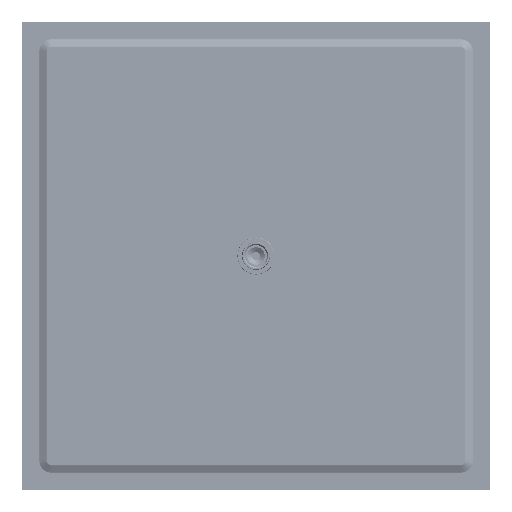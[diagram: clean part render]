
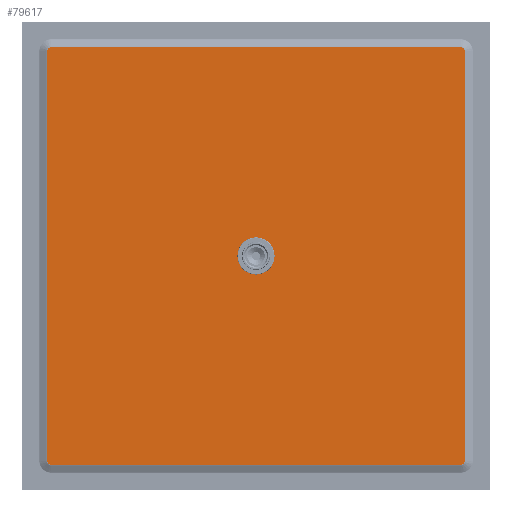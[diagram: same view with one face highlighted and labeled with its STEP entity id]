
A CAD part, top view. The second image highlights one B-rep face of the part: STEP entity #79617.
In plain terms, the highlighted planar face has unit normal (0, 0, 1).
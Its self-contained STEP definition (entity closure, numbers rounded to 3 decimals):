
#244=DIRECTION('',(-1.,0.,0.));
#245=VECTOR('',#244,350.);
#246=CARTESIAN_POINT('',(175.,-178.345,5.));
#247=LINE('',#246,#245);
#271=DIRECTION('',(0.,1.,0.));
#272=VECTOR('',#271,350.);
#273=CARTESIAN_POINT('',(-178.345,-175.,5.));
#274=LINE('',#273,#272);
#294=DIRECTION('',(1.,0.,0.));
#295=VECTOR('',#294,350.);
#296=CARTESIAN_POINT('',(-175.,178.345,5.));
#297=LINE('',#296,#295);
#313=DIRECTION('',(0.,-1.,0.));
#314=VECTOR('',#313,350.);
#315=CARTESIAN_POINT('',(178.345,175.,5.));
#316=LINE('',#315,#314);
#336=CARTESIAN_POINT('',(175.,-175.,5.));
#337=DIRECTION('',(0.,0.,1.));
#338=DIRECTION('',(0.,-1.,0.));
#339=AXIS2_PLACEMENT_3D('',#336,#337,#338);
#341=CARTESIAN_POINT('',(-175.,-175.,5.));
#342=DIRECTION('',(0.,0.,1.));
#343=DIRECTION('',(-1.,0.,0.));
#344=AXIS2_PLACEMENT_3D('',#341,#342,#343);
#346=CARTESIAN_POINT('',(-175.,175.,5.));
#347=DIRECTION('',(0.,0.,1.));
#348=DIRECTION('',(0.,1.,0.));
#349=AXIS2_PLACEMENT_3D('',#346,#347,#348);
#351=CARTESIAN_POINT('',(175.,175.,5.));
#352=DIRECTION('',(0.,0.,1.));
#353=DIRECTION('',(1.,0.,0.));
#354=AXIS2_PLACEMENT_3D('',#351,#352,#353);
#366=CARTESIAN_POINT('',(0.,0.,5.));
#367=DIRECTION('',(0.,0.,-1.));
#368=DIRECTION('',(0.799,-0.602,0.));
#369=AXIS2_PLACEMENT_3D('',#366,#367,#368);
#380=CARTESIAN_POINT('',(0.,0.,5.));
#381=DIRECTION('',(0.,0.,-1.));
#382=DIRECTION('',(-0.799,0.602,0.));
#383=AXIS2_PLACEMENT_3D('',#380,#381,#382);
#67734=CARTESIAN_POINT('',(175.,-178.345,5.));
#67735=VERTEX_POINT('',#67734);
#67736=CARTESIAN_POINT('',(178.345,-175.,5.));
#67737=VERTEX_POINT('',#67736);
#67738=CARTESIAN_POINT('',(-175.,-178.345,5.));
#67739=VERTEX_POINT('',#67738);
#67740=CARTESIAN_POINT('',(-178.345,-175.,5.));
#67741=VERTEX_POINT('',#67740);
#67742=CARTESIAN_POINT('',(-178.345,175.,5.));
#67743=VERTEX_POINT('',#67742);
#67744=CARTESIAN_POINT('',(-175.,178.345,5.));
#67745=VERTEX_POINT('',#67744);
#67746=CARTESIAN_POINT('',(175.,178.345,5.));
#67747=VERTEX_POINT('',#67746);
#67748=CARTESIAN_POINT('',(178.345,175.,5.));
#67749=VERTEX_POINT('',#67748);
#67754=CARTESIAN_POINT('',(11.183,-8.422,5.));
#67755=CARTESIAN_POINT('',(-11.183,8.422,5.));
#67756=VERTEX_POINT('',#67754);
#67757=VERTEX_POINT('',#67755);
#79596=CARTESIAN_POINT('',(175.,175.,5.));
#79597=DIRECTION('',(0.,0.,-1.));
#79598=DIRECTION('',(-1.,0.,0.));
#79599=AXIS2_PLACEMENT_3D('',#79596,#79597,#79598);
#79600=PLANE('',#79599);
#79601=ORIENTED_EDGE('',*,*,#79552,.T.);
#79602=ORIENTED_EDGE('',*,*,#79577,.F.);
#79603=ORIENTED_EDGE('',*,*,#79400,.T.);
#79604=ORIENTED_EDGE('',*,*,#79429,.F.);
#79605=ORIENTED_EDGE('',*,*,#79455,.T.);
#79606=ORIENTED_EDGE('',*,*,#79481,.F.);
#79607=ORIENTED_EDGE('',*,*,#79502,.T.);
#79608=ORIENTED_EDGE('',*,*,#79528,.F.);
#79609=EDGE_LOOP('',(#79601,#79602,#79603,#79604,#79605,#79606,#79607,#79608));
#79610=FACE_OUTER_BOUND('',#79609,.F.);
#79612=ORIENTED_EDGE('',*,*,#79611,.F.);
#79614=ORIENTED_EDGE('',*,*,#79613,.F.);
#79615=EDGE_LOOP('',(#79612,#79614));
#79616=FACE_BOUND('',#79615,.F.);
#79617=ADVANCED_FACE('',(#79610,#79616),#79600,.F.);
#340=CIRCLE('',#339,3.345);
#345=CIRCLE('',#344,3.345);
#350=CIRCLE('',#349,3.345);
#355=CIRCLE('',#354,3.345);
#370=CIRCLE('',#369,14.);
#384=CIRCLE('',#383,14.);
#79400=EDGE_CURVE('',#67735,#67739,#247,.T.);
#79429=EDGE_CURVE('',#67741,#67739,#345,.T.);
#79455=EDGE_CURVE('',#67741,#67743,#274,.T.);
#79481=EDGE_CURVE('',#67745,#67743,#350,.T.);
#79502=EDGE_CURVE('',#67745,#67747,#297,.T.);
#79528=EDGE_CURVE('',#67749,#67747,#355,.T.);
#79552=EDGE_CURVE('',#67749,#67737,#316,.T.);
#79577=EDGE_CURVE('',#67735,#67737,#340,.T.);
#79611=EDGE_CURVE('',#67756,#67757,#370,.T.);
#79613=EDGE_CURVE('',#67757,#67756,#384,.T.);
